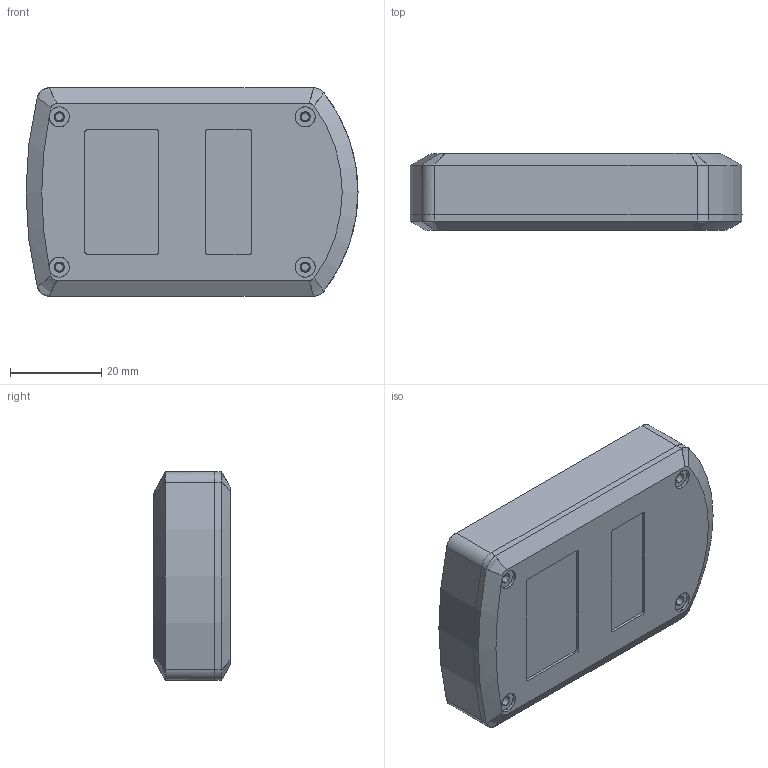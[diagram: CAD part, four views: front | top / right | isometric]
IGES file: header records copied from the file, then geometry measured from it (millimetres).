
Start section: SolidWorks IGES file using analytic representation for surfaces
Global section: file name: KM-100AE.IGS; native system: SolidWorks 2013; preprocessor: SolidWorks 2013; author: RAKS; date: 181106.111543; units: millimetre
Bounding box: 72.9 x 16.85 x 45.8 mm (x, y, z)
Surface area: 19995.8 mm2 (no closed solid volume)
Topology: 0 solids, 0 shells, 193 faces, 3022 edges, 3022 vertices
Faces by surface type: revolution 106, bspline 87
